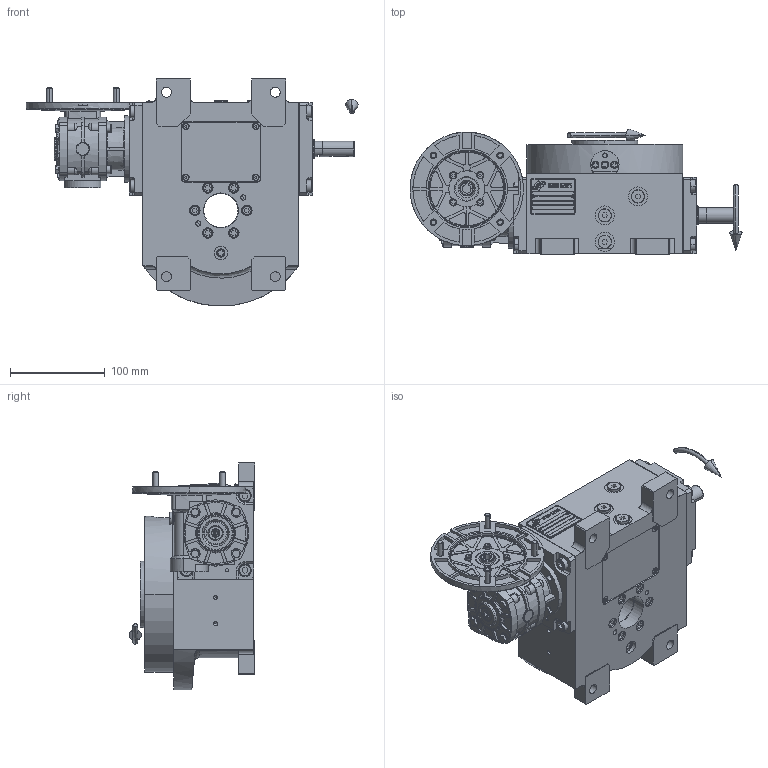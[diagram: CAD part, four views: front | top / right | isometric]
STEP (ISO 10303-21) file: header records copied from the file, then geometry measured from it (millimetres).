
FILE_DESCRIPTION (( 'STEP AP214' ), '1' );
FILE_NAME ('PC5200395.step', '2024-06-13T14:49:02', ( '' ), ( '' ), 'SwSTEP 2.0', 'SolidWorks 2020', '' );
FILE_SCHEMA (( 'AUTOMOTIVE_DESIGN' ));
Length unit declared in the file: millimetre
Products named in the file (71): rig04_002_bl_009; cfn2000_01_151; cfn2077_01_018; cfn2010_02_002; cfn2003_01_063; AS_rig04_004; AS_rig04_015; cfn2000_01_129; cfn2155_01_007; cfn2128_04_011; rig04_001_a_001; cfn2115_02_213; PC5200395; cfn2155_01_186; cfn2107_01_001; cfn2104_01_016; rig06_021; freccia_angolare; AS_rig04_014_s_005; olio_agip_blasia_150; cfn2223_01-390x6-b; cfn2000_01_147; cfn2070_05_001; rig04_007_master; rig04_014_s_005; cfn2155_01_055; RMI28_FL_DX_56B5; AS_900_38_30_003; cfn2000_01_161; cfn2000_01_185; cfn2010_01_006; cfn2476_01_001_48x38; cfn2151_01_087; AS_rig04_071_10_m; freccia_angolare_albero; AS_rig04_002_bl_009; cfn2356_03_051; cfn2115_02_188; cfn2151_01_092; rig04_015 ...
Assembly tree (68 placements, depth 3):
  cfn2077_01_018
  cfn2115_02_213
  PC5200395
    rig04_001_a_001
    AS_cfn2476_01_001_48x38
      cfn2476_01_001_48x38
      cfn2107_01_001
      cfn2107_01_001
    AS_rig04_071_10_m
      rig04_005
      rig04_003_10
      cfn2155_01_007
      rig06_021
      cfn2010_02_002
      cfn2000_01_185
      cfn2000_01_185
      cfn2104_02_017
      cfn2000_01_147  x8
      cfn2104_01_016  x2
    AS_rig04_014_s_005
      rig04_014_s_005
      cfn2000_01_151
      cfn2000_01_151
      cfn2000_01_151
      cfn2000_01_151
      cfn2000_01_151
      cfn2000_01_151
      cfn2155_01_186
    AS_rig04_004
      rig04_004
      cfn2155_01_055
      cfn2070_05_001
      cfn2000_01_129  x2
      cfn2000_01_129
      cfn2000_01_129
    AS_rig04_004
      rig04_004
      cfn2155_01_055
      cfn2070_05_001
      cfn2000_01_129  x2
      cfn2000_01_129
      cfn2000_01_129
    AS_rig04_002_bl_009
      rig04_002_bl_009
      cfn2115_02_188
    cfn2128_04_011
    cfn2128_04_011
    cfn2128_04_011
    cfn2128_05_006
    AS_rig04_015
      rig04_015
      cfn2003_01_063
      cfn2003_01_063
      cfn2003_01_063
      cfn2003_01_063
    freccia_angolare_albero
    freccia_angolare
    AS_900_38_30_003
      900_38_30_003
      cfn2000_01_161
Bounding box: 351 x 133 x 240.96 mm (x, y, z)
Volume: 1560572.6 mm3; surface area: 496046.8 mm2
Topology: 73 solids, 73 shells, 3035 faces, 7510 edges, 4793 vertices
Faces by surface type: plane 1496, cylinder 922, cone 447, torus 151, bspline 13, sphere 6
Entity records: 98003 total; most frequent: CARTESIAN_POINT 23011, DIRECTION 14136, ORIENTED_EDGE 13940, EDGE_CURVE 6970, AXIS2_PLACEMENT_3D 5065, VERTEX_POINT 4505, VECTOR 4006, LINE 4006
